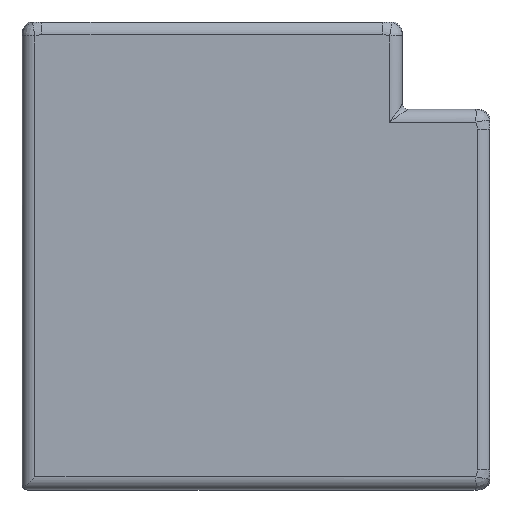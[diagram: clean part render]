
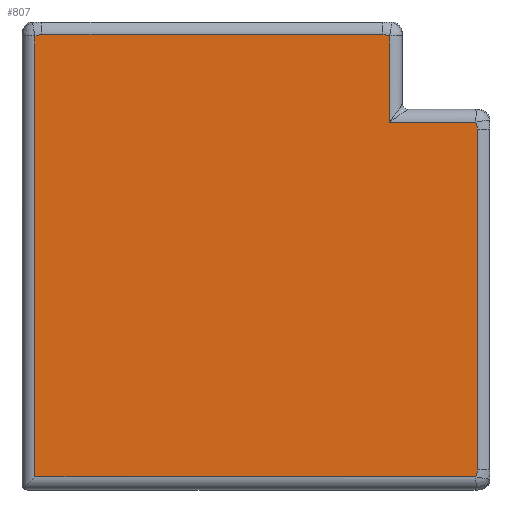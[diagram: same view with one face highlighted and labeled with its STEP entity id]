
A CAD part, top view. The second image highlights one B-rep face of the part: STEP entity #807.
In plain terms, the highlighted planar face has unit normal (0, 0, 1).
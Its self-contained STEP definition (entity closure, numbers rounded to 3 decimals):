
#703=AXIS2_PLACEMENT_3D('Plane Axis2P3D',#700,#701,#702) ;
#123=CARTESIAN_POINT('Line Origine',(64.043,3.5,51.8)) ;
#127=CARTESIAN_POINT('Vertex',(3.5,3.5,51.8)) ;
#129=CARTESIAN_POINT('Vertex',(124.252,3.5,51.8)) ;
#206=CARTESIAN_POINT('Line Origine',(3.5,64.043,51.8)) ;
#210=CARTESIAN_POINT('Vertex',(3.5,124.252,51.8)) ;
#700=CARTESIAN_POINT('Axis2P3D Location',(0.,0.,51.8)) ;
#706=CARTESIAN_POINT('Control Point',(124.682,5.4,51.8)) ;
#707=CARTESIAN_POINT('Control Point',(124.682,5.267,51.8)) ;
#708=CARTESIAN_POINT('Control Point',(124.672,5.134,51.8)) ;
#709=CARTESIAN_POINT('Control Point',(124.652,4.997,51.8)) ;
#710=CARTESIAN_POINT('Control Point',(124.602,4.748,51.8)) ;
#711=CARTESIAN_POINT('Control Point',(124.521,4.457,51.8)) ;
#712=CARTESIAN_POINT('Control Point',(124.483,4.327,51.8)) ;
#713=CARTESIAN_POINT('Control Point',(124.414,4.098,51.8)) ;
#714=CARTESIAN_POINT('Control Point',(124.338,3.835,51.8)) ;
#715=CARTESIAN_POINT('Control Point',(124.309,3.728,51.8)) ;
#716=CARTESIAN_POINT('Control Point',(124.28,3.617,51.8)) ;
#717=CARTESIAN_POINT('Control Point',(124.252,3.5,51.8)) ;
#718=CARTESIAN_POINT('Vertex',(124.682,5.4,51.8)) ;
#721=CARTESIAN_POINT('Line Origine',(124.682,52.078,51.8)) ;
#725=CARTESIAN_POINT('Vertex',(124.682,98.756,51.8)) ;
#729=CARTESIAN_POINT('Control Point',(124.682,98.756,51.8)) ;
#730=CARTESIAN_POINT('Control Point',(124.682,98.889,51.8)) ;
#731=CARTESIAN_POINT('Control Point',(124.672,99.022,51.8)) ;
#732=CARTESIAN_POINT('Control Point',(124.652,99.159,51.8)) ;
#733=CARTESIAN_POINT('Control Point',(124.602,99.408,51.8)) ;
#734=CARTESIAN_POINT('Control Point',(124.521,99.699,51.8)) ;
#735=CARTESIAN_POINT('Control Point',(124.483,99.829,51.8)) ;
#736=CARTESIAN_POINT('Control Point',(124.414,100.058,51.8)) ;
#737=CARTESIAN_POINT('Control Point',(124.338,100.321,51.8)) ;
#738=CARTESIAN_POINT('Control Point',(124.309,100.428,51.8)) ;
#739=CARTESIAN_POINT('Control Point',(124.28,100.539,51.8)) ;
#740=CARTESIAN_POINT('Control Point',(124.252,100.656,51.8)) ;
#741=CARTESIAN_POINT('Vertex',(124.252,100.656,51.8)) ;
#744=CARTESIAN_POINT('Line Origine',(112.454,100.656,51.8)) ;
#748=CARTESIAN_POINT('Vertex',(100.656,100.656,51.8)) ;
#751=CARTESIAN_POINT('Line Origine',(100.656,112.454,51.8)) ;
#755=CARTESIAN_POINT('Vertex',(100.656,124.252,51.8)) ;
#759=CARTESIAN_POINT('Control Point',(98.756,124.682,51.8)) ;
#760=CARTESIAN_POINT('Control Point',(98.889,124.682,51.8)) ;
#761=CARTESIAN_POINT('Control Point',(99.022,124.672,51.8)) ;
#762=CARTESIAN_POINT('Control Point',(99.159,124.652,51.8)) ;
#763=CARTESIAN_POINT('Control Point',(99.408,124.602,51.8)) ;
#764=CARTESIAN_POINT('Control Point',(99.699,124.521,51.8)) ;
#765=CARTESIAN_POINT('Control Point',(99.829,124.483,51.8)) ;
#766=CARTESIAN_POINT('Control Point',(100.058,124.414,51.8)) ;
#767=CARTESIAN_POINT('Control Point',(100.321,124.338,51.8)) ;
#768=CARTESIAN_POINT('Control Point',(100.428,124.309,51.8)) ;
#769=CARTESIAN_POINT('Control Point',(100.539,124.28,51.8)) ;
#770=CARTESIAN_POINT('Control Point',(100.656,124.252,51.8)) ;
#771=CARTESIAN_POINT('Vertex',(98.756,124.682,51.8)) ;
#774=CARTESIAN_POINT('Line Origine',(52.078,124.682,51.8)) ;
#778=CARTESIAN_POINT('Vertex',(5.4,124.682,51.8)) ;
#782=CARTESIAN_POINT('Control Point',(5.4,124.682,51.8)) ;
#783=CARTESIAN_POINT('Control Point',(5.267,124.682,51.8)) ;
#784=CARTESIAN_POINT('Control Point',(5.134,124.672,51.8)) ;
#785=CARTESIAN_POINT('Control Point',(4.997,124.652,51.8)) ;
#786=CARTESIAN_POINT('Control Point',(4.748,124.602,51.8)) ;
#787=CARTESIAN_POINT('Control Point',(4.457,124.521,51.8)) ;
#788=CARTESIAN_POINT('Control Point',(4.327,124.483,51.8)) ;
#789=CARTESIAN_POINT('Control Point',(4.098,124.414,51.8)) ;
#790=CARTESIAN_POINT('Control Point',(3.835,124.338,51.8)) ;
#791=CARTESIAN_POINT('Control Point',(3.728,124.309,51.8)) ;
#792=CARTESIAN_POINT('Control Point',(3.617,124.28,51.8)) ;
#793=CARTESIAN_POINT('Control Point',(3.5,124.252,51.8)) ;
#124=DIRECTION('Vector Direction',(1.,0.,0.)) ;
#207=DIRECTION('Vector Direction',(0.,-1.,0.)) ;
#701=DIRECTION('Axis2P3D Direction',(0.,0.,1.)) ;
#702=DIRECTION('Axis2P3D XDirection',(1.,0.,0.)) ;
#722=DIRECTION('Vector Direction',(0.,-1.,0.)) ;
#745=DIRECTION('Vector Direction',(-1.,0.,0.)) ;
#752=DIRECTION('Vector Direction',(0.,1.,0.)) ;
#775=DIRECTION('Vector Direction',(1.,0.,0.)) ;
#125=VECTOR('Line Direction',#124,1.) ;
#208=VECTOR('Line Direction',#207,1.) ;
#723=VECTOR('Line Direction',#722,1.) ;
#746=VECTOR('Line Direction',#745,1.) ;
#753=VECTOR('Line Direction',#752,1.) ;
#776=VECTOR('Line Direction',#775,1.) ;
#796=ORIENTED_EDGE('',*,*,#212,.T.) ;
#797=ORIENTED_EDGE('',*,*,#131,.T.) ;
#798=ORIENTED_EDGE('',*,*,#720,.T.) ;
#799=ORIENTED_EDGE('',*,*,#727,.T.) ;
#800=ORIENTED_EDGE('',*,*,#743,.T.) ;
#801=ORIENTED_EDGE('',*,*,#750,.T.) ;
#802=ORIENTED_EDGE('',*,*,#757,.T.) ;
#803=ORIENTED_EDGE('',*,*,#773,.T.) ;
#804=ORIENTED_EDGE('',*,*,#780,.T.) ;
#805=ORIENTED_EDGE('',*,*,#794,.T.) ;
#807=ADVANCED_FACE('Modele simplifie',(#806),#704,.T.) ;
#705=B_SPLINE_CURVE_WITH_KNOTS('',5,(#706,#707,#708,#709,#710,#711,#712,#713,#714,#715,#716,#717),.UNSPECIFIED.,.F.,.U.,(6,3,3,6),(5.397,7.186,8.46,9.25),.UNSPECIFIED.) ;
#728=B_SPLINE_CURVE_WITH_KNOTS('',5,(#729,#730,#731,#732,#733,#734,#735,#736,#737,#738,#739,#740),.UNSPECIFIED.,.F.,.U.,(6,3,3,6),(5.397,7.186,8.46,9.25),.UNSPECIFIED.) ;
#758=B_SPLINE_CURVE_WITH_KNOTS('',5,(#759,#760,#761,#762,#763,#764,#765,#766,#767,#768,#769,#770),.UNSPECIFIED.,.F.,.U.,(6,3,3,6),(5.397,7.186,8.46,9.25),.UNSPECIFIED.) ;
#781=B_SPLINE_CURVE_WITH_KNOTS('',5,(#782,#783,#784,#785,#786,#787,#788,#789,#790,#791,#792,#793),.UNSPECIFIED.,.F.,.U.,(6,3,3,6),(5.397,7.186,8.46,9.25),.UNSPECIFIED.) ;
#131=EDGE_CURVE('',#128,#130,#126,.T.) ;
#212=EDGE_CURVE('',#211,#128,#209,.T.) ;
#720=EDGE_CURVE('',#130,#719,#705,.F.) ;
#727=EDGE_CURVE('',#719,#726,#724,.F.) ;
#743=EDGE_CURVE('',#726,#742,#728,.T.) ;
#750=EDGE_CURVE('',#742,#749,#747,.T.) ;
#757=EDGE_CURVE('',#749,#756,#754,.T.) ;
#773=EDGE_CURVE('',#756,#772,#758,.F.) ;
#780=EDGE_CURVE('',#772,#779,#777,.F.) ;
#794=EDGE_CURVE('',#779,#211,#781,.T.) ;
#795=EDGE_LOOP('',(#796,#797,#798,#799,#800,#801,#802,#803,#804,#805)) ;
#806=FACE_OUTER_BOUND('',#795,.T.) ;
#126=LINE('Line',#123,#125) ;
#209=LINE('Line',#206,#208) ;
#724=LINE('Line',#721,#723) ;
#747=LINE('Line',#744,#746) ;
#754=LINE('Line',#751,#753) ;
#777=LINE('Line',#774,#776) ;
#704=PLANE('',#703) ;
#128=VERTEX_POINT('',#127) ;
#130=VERTEX_POINT('',#129) ;
#211=VERTEX_POINT('',#210) ;
#719=VERTEX_POINT('',#718) ;
#726=VERTEX_POINT('',#725) ;
#742=VERTEX_POINT('',#741) ;
#749=VERTEX_POINT('',#748) ;
#756=VERTEX_POINT('',#755) ;
#772=VERTEX_POINT('',#771) ;
#779=VERTEX_POINT('',#778) ;
